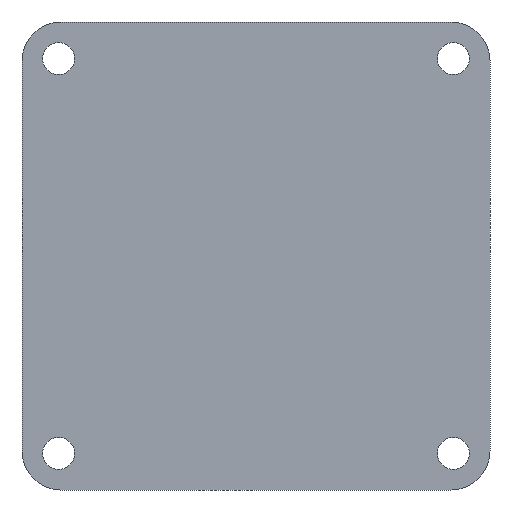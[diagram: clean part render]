
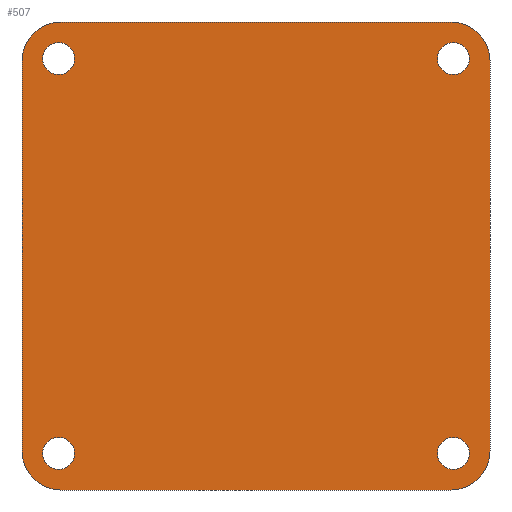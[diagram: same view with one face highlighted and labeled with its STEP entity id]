
A CAD part, front view. The second image highlights one B-rep face of the part: STEP entity #507.
In plain terms, the highlighted planar face has unit normal (0, -1, 0).
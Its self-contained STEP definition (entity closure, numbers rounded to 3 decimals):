
#104=CARTESIAN_POINT('',(-20.25,-3.,-20.25));
#105=DIRECTION('',(0.,1.,0.));
#106=DIRECTION('',(1.,0.,0.));
#107=AXIS2_PLACEMENT_3D('',#104,#105,#106);
#109=CARTESIAN_POINT('',(-20.25,-3.,-20.25));
#110=DIRECTION('',(0.,1.,0.));
#111=DIRECTION('',(-1.,0.,0.));
#112=AXIS2_PLACEMENT_3D('',#109,#110,#111);
#114=CARTESIAN_POINT('',(-20.25,-3.,20.25));
#115=DIRECTION('',(0.,1.,0.));
#116=DIRECTION('',(1.,0.,0.));
#117=AXIS2_PLACEMENT_3D('',#114,#115,#116);
#119=CARTESIAN_POINT('',(-20.25,-3.,20.25));
#120=DIRECTION('',(0.,1.,0.));
#121=DIRECTION('',(-1.,0.,0.));
#122=AXIS2_PLACEMENT_3D('',#119,#120,#121);
#124=CARTESIAN_POINT('',(20.25,-3.,20.25));
#125=DIRECTION('',(0.,1.,0.));
#126=DIRECTION('',(1.,0.,0.));
#127=AXIS2_PLACEMENT_3D('',#124,#125,#126);
#129=CARTESIAN_POINT('',(20.25,-3.,20.25));
#130=DIRECTION('',(0.,1.,0.));
#131=DIRECTION('',(-1.,0.,0.));
#132=AXIS2_PLACEMENT_3D('',#129,#130,#131);
#134=CARTESIAN_POINT('',(20.25,-3.,-20.25));
#135=DIRECTION('',(0.,1.,0.));
#136=DIRECTION('',(1.,0.,0.));
#137=AXIS2_PLACEMENT_3D('',#134,#135,#136);
#139=CARTESIAN_POINT('',(20.25,-3.,-20.25));
#140=DIRECTION('',(0.,1.,0.));
#141=DIRECTION('',(-1.,0.,0.));
#142=AXIS2_PLACEMENT_3D('',#139,#140,#141);
#144=CARTESIAN_POINT('',(-20.,-3.,20.));
#145=DIRECTION('',(0.,-1.,0.));
#146=DIRECTION('',(0.,0.,1.));
#147=AXIS2_PLACEMENT_3D('',#144,#145,#146);
#149=DIRECTION('',(1.,0.,0.));
#150=VECTOR('',#149,40.);
#151=CARTESIAN_POINT('',(-20.,-3.,24.));
#152=LINE('',#151,#150);
#153=CARTESIAN_POINT('',(20.,-3.,20.));
#154=DIRECTION('',(0.,-1.,0.));
#155=DIRECTION('',(1.,0.,0.));
#156=AXIS2_PLACEMENT_3D('',#153,#154,#155);
#158=DIRECTION('',(0.,0.,-1.));
#159=VECTOR('',#158,40.);
#160=CARTESIAN_POINT('',(24.,-3.,20.));
#161=LINE('',#160,#159);
#162=CARTESIAN_POINT('',(20.,-3.,-20.));
#163=DIRECTION('',(0.,-1.,0.));
#164=DIRECTION('',(0.,0.,-1.));
#165=AXIS2_PLACEMENT_3D('',#162,#163,#164);
#167=DIRECTION('',(-1.,0.,0.));
#168=VECTOR('',#167,40.);
#169=CARTESIAN_POINT('',(20.,-3.,-24.));
#170=LINE('',#169,#168);
#171=CARTESIAN_POINT('',(-20.,-3.,-20.));
#172=DIRECTION('',(0.,-1.,0.));
#173=DIRECTION('',(-1.,0.,0.));
#174=AXIS2_PLACEMENT_3D('',#171,#172,#173);
#176=DIRECTION('',(0.,0.,1.));
#177=VECTOR('',#176,40.);
#178=CARTESIAN_POINT('',(-24.,-3.,-20.));
#179=LINE('',#178,#177);
#298=CARTESIAN_POINT('',(-18.6,-3.,-20.25));
#299=CARTESIAN_POINT('',(-21.9,-3.,-20.25));
#300=VERTEX_POINT('',#298);
#301=VERTEX_POINT('',#299);
#310=CARTESIAN_POINT('',(-18.6,-3.,20.25));
#311=CARTESIAN_POINT('',(-21.9,-3.,20.25));
#312=VERTEX_POINT('',#310);
#313=VERTEX_POINT('',#311);
#322=CARTESIAN_POINT('',(21.9,-3.,20.25));
#323=CARTESIAN_POINT('',(18.6,-3.,20.25));
#324=VERTEX_POINT('',#322);
#325=VERTEX_POINT('',#323);
#334=CARTESIAN_POINT('',(21.9,-3.,-20.25));
#335=CARTESIAN_POINT('',(18.6,-3.,-20.25));
#336=VERTEX_POINT('',#334);
#337=VERTEX_POINT('',#335);
#338=CARTESIAN_POINT('',(-20.,-3.,24.));
#339=CARTESIAN_POINT('',(-24.,-3.,20.));
#340=VERTEX_POINT('',#338);
#341=VERTEX_POINT('',#339);
#346=CARTESIAN_POINT('',(24.,-3.,20.));
#347=CARTESIAN_POINT('',(20.,-3.,24.));
#348=VERTEX_POINT('',#346);
#349=VERTEX_POINT('',#347);
#354=CARTESIAN_POINT('',(20.,-3.,-24.));
#355=CARTESIAN_POINT('',(24.,-3.,-20.));
#356=VERTEX_POINT('',#354);
#357=VERTEX_POINT('',#355);
#362=CARTESIAN_POINT('',(-24.,-3.,-20.));
#363=CARTESIAN_POINT('',(-20.,-3.,-24.));
#364=VERTEX_POINT('',#362);
#365=VERTEX_POINT('',#363);
#461=CARTESIAN_POINT('',(0.,-3.,0.));
#462=DIRECTION('',(0.,1.,0.));
#463=DIRECTION('',(1.,0.,0.));
#464=AXIS2_PLACEMENT_3D('',#461,#462,#463);
#465=PLANE('',#464);
#467=ORIENTED_EDGE('',*,*,#466,.F.);
#469=ORIENTED_EDGE('',*,*,#468,.T.);
#471=ORIENTED_EDGE('',*,*,#470,.F.);
#473=ORIENTED_EDGE('',*,*,#472,.T.);
#475=ORIENTED_EDGE('',*,*,#474,.F.);
#477=ORIENTED_EDGE('',*,*,#476,.T.);
#479=ORIENTED_EDGE('',*,*,#478,.F.);
#481=ORIENTED_EDGE('',*,*,#480,.T.);
#482=EDGE_LOOP('',(#467,#469,#471,#473,#475,#477,#479,#481));
#483=FACE_OUTER_BOUND('',#482,.F.);
#485=ORIENTED_EDGE('',*,*,#484,.F.);
#487=ORIENTED_EDGE('',*,*,#486,.F.);
#488=EDGE_LOOP('',(#485,#487));
#489=FACE_BOUND('',#488,.F.);
#491=ORIENTED_EDGE('',*,*,#490,.F.);
#493=ORIENTED_EDGE('',*,*,#492,.F.);
#494=EDGE_LOOP('',(#491,#493));
#495=FACE_BOUND('',#494,.F.);
#497=ORIENTED_EDGE('',*,*,#496,.F.);
#499=ORIENTED_EDGE('',*,*,#498,.F.);
#500=EDGE_LOOP('',(#497,#499));
#501=FACE_BOUND('',#500,.F.);
#503=ORIENTED_EDGE('',*,*,#502,.F.);
#504=ORIENTED_EDGE('',*,*,#451,.F.);
#505=EDGE_LOOP('',(#503,#504));
#506=FACE_BOUND('',#505,.F.);
#507=ADVANCED_FACE('',(#483,#489,#495,#501,#506),#465,.F.);
#108=CIRCLE('',#107,1.65);
#113=CIRCLE('',#112,1.65);
#118=CIRCLE('',#117,1.65);
#123=CIRCLE('',#122,1.65);
#128=CIRCLE('',#127,1.65);
#133=CIRCLE('',#132,1.65);
#138=CIRCLE('',#137,1.65);
#143=CIRCLE('',#142,1.65);
#148=CIRCLE('',#147,4.);
#157=CIRCLE('',#156,4.);
#166=CIRCLE('',#165,4.);
#175=CIRCLE('',#174,4.);
#451=EDGE_CURVE('',#301,#300,#113,.T.);
#466=EDGE_CURVE('',#340,#341,#148,.T.);
#468=EDGE_CURVE('',#340,#349,#152,.T.);
#470=EDGE_CURVE('',#348,#349,#157,.T.);
#472=EDGE_CURVE('',#348,#357,#161,.T.);
#474=EDGE_CURVE('',#356,#357,#166,.T.);
#476=EDGE_CURVE('',#356,#365,#170,.T.);
#478=EDGE_CURVE('',#364,#365,#175,.T.);
#480=EDGE_CURVE('',#364,#341,#179,.T.);
#484=EDGE_CURVE('',#312,#313,#118,.T.);
#486=EDGE_CURVE('',#313,#312,#123,.T.);
#490=EDGE_CURVE('',#324,#325,#128,.T.);
#492=EDGE_CURVE('',#325,#324,#133,.T.);
#496=EDGE_CURVE('',#336,#337,#138,.T.);
#498=EDGE_CURVE('',#337,#336,#143,.T.);
#502=EDGE_CURVE('',#300,#301,#108,.T.);
